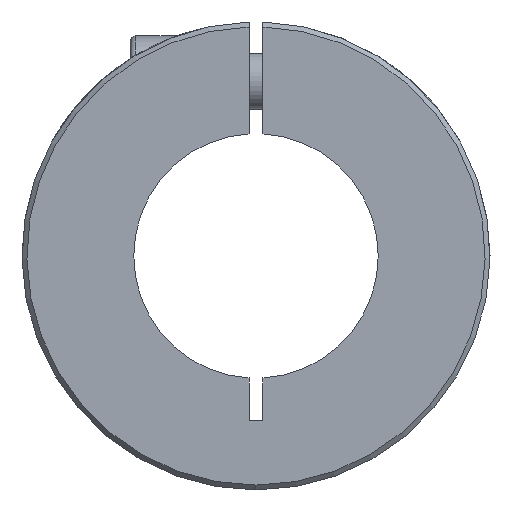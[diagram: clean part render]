
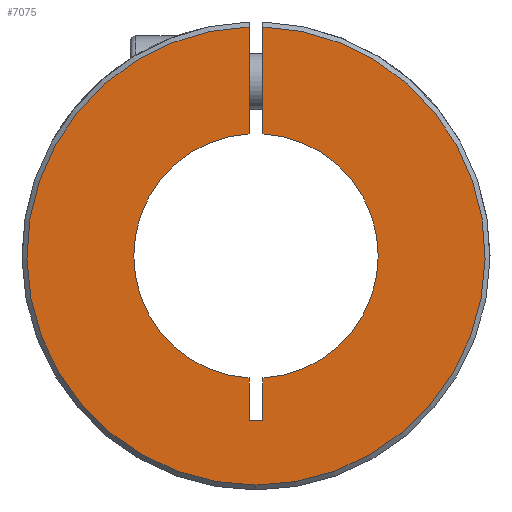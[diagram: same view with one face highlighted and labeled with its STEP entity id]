
A CAD part, left-side view. The second image highlights one B-rep face of the part: STEP entity #7075.
In plain terms, the highlighted planar face has unit normal (-1, 0, 0).
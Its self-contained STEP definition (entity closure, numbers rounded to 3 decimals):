
#8 = ORIENTED_EDGE ( 'NONE', *, *, #3341, .T. ) ;
#69 = CARTESIAN_POINT ( 'NONE',  ( -47.5, -1., 33.5 ) ) ;
#260 = ORIENTED_EDGE ( 'NONE', *, *, #6106, .T. ) ;
#283 = VECTOR ( 'NONE', #5631, 1000. ) ;
#381 = CARTESIAN_POINT ( 'NONE',  ( -47.5, -1., -23.5 ) ) ;
#626 = CIRCLE ( 'NONE', #4670, 32.8 ) ;
#653 = AXIS2_PLACEMENT_3D ( 'NONE', #6791, #4061, #4577 ) ;
#757 = DIRECTION ( 'NONE',  ( 0., 0., 1. ) ) ;
#845 = VERTEX_POINT ( 'NONE', #3524 ) ;
#911 = DIRECTION ( 'NONE',  ( 0., 1., 0. ) ) ;
#914 = VERTEX_POINT ( 'NONE', #6396 ) ;
#972 = ORIENTED_EDGE ( 'NONE', *, *, #4415, .T. ) ;
#1026 = ORIENTED_EDGE ( 'NONE', *, *, #2409, .F. ) ;
#1066 = DIRECTION ( 'NONE',  ( -1., 0., 0. ) ) ;
#1111 = DIRECTION ( 'NONE',  ( -1., 0., 0. ) ) ;
#1519 = DIRECTION ( 'NONE',  ( 0., 0., 1. ) ) ;
#1708 = DIRECTION ( 'NONE',  ( 0., 0., 1. ) ) ;
#1712 = CIRCLE ( 'NONE', #4518, 32.8 ) ;
#1759 = VECTOR ( 'NONE', #6173, 1000. ) ;
#1785 = ORIENTED_EDGE ( 'NONE', *, *, #6155, .T. ) ;
#1857 = AXIS2_PLACEMENT_3D ( 'NONE', #2565, #4844, #1519 ) ;
#2007 = VERTEX_POINT ( 'NONE', #2876 ) ;
#2146 = CARTESIAN_POINT ( 'NONE',  ( -47.5, -1., 33.5 ) ) ;
#2204 = PLANE ( 'NONE',  #653 ) ;
#2343 = ORIENTED_EDGE ( 'NONE', *, *, #5576, .F. ) ;
#2409 = EDGE_CURVE ( 'NONE', #6406, #6862, #2555, .T. ) ;
#2555 = CIRCLE ( 'NONE', #1857, 17.5 ) ;
#2565 = CARTESIAN_POINT ( 'NONE',  ( -47.5, 0., 0. ) ) ;
#2623 = LINE ( 'NONE', #6444, #3674 ) ;
#2632 = CARTESIAN_POINT ( 'NONE',  ( -47.5, 1., -23.5 ) ) ;
#2642 = DIRECTION ( 'NONE',  ( 0., 0., 1. ) ) ;
#2706 = ORIENTED_EDGE ( 'NONE', *, *, #6236, .T. ) ;
#2725 = LINE ( 'NONE', #6064, #5281 ) ;
#2731 = ORIENTED_EDGE ( 'NONE', *, *, #6045, .T. ) ;
#2845 = EDGE_CURVE ( 'NONE', #3403, #3679, #2623, .T. ) ;
#2876 = CARTESIAN_POINT ( 'NONE',  ( -47.5, 1., 32.785 ) ) ;
#2903 = DIRECTION ( 'NONE',  ( 0., 0., 1. ) ) ;
#3157 = CARTESIAN_POINT ( 'NONE',  ( -47.5, 1., 17.471 ) ) ;
#3206 = VERTEX_POINT ( 'NONE', #3157 ) ;
#3275 = LINE ( 'NONE', #2146, #283 ) ;
#3328 = CARTESIAN_POINT ( 'NONE',  ( -47.5, 0., 0. ) ) ;
#3341 = EDGE_CURVE ( 'NONE', #3679, #5083, #4135, .T. ) ;
#3350 = ORIENTED_EDGE ( 'NONE', *, *, #2845, .T. ) ;
#3403 = VERTEX_POINT ( 'NONE', #381 ) ;
#3518 = CARTESIAN_POINT ( 'NONE',  ( -47.5, 0., 0. ) ) ;
#3524 = CARTESIAN_POINT ( 'NONE',  ( -47.5, -1., 32.785 ) ) ;
#3674 = VECTOR ( 'NONE', #911, 1000. ) ;
#3679 = VERTEX_POINT ( 'NONE', #2632 ) ;
#3809 = CARTESIAN_POINT ( 'NONE',  ( -47.5, 0., 0. ) ) ;
#4061 = DIRECTION ( 'NONE',  ( 1., 0., 0. ) ) ;
#4135 = LINE ( 'NONE', #6870, #4974 ) ;
#4415 = EDGE_CURVE ( 'NONE', #914, #845, #1712, .T. ) ;
#4518 = AXIS2_PLACEMENT_3D ( 'NONE', #3809, #1066, #5431 ) ;
#4577 = DIRECTION ( 'NONE',  ( 0., 0., -1. ) ) ;
#4670 = AXIS2_PLACEMENT_3D ( 'NONE', #3518, #6780, #757 ) ;
#4844 = DIRECTION ( 'NONE',  ( -1., 0., 0. ) ) ;
#4955 = FACE_OUTER_BOUND ( 'NONE', #6520, .T. ) ;
#4974 = VECTOR ( 'NONE', #2903, 1000. ) ;
#5050 = LINE ( 'NONE', #69, #1759 ) ;
#5083 = VERTEX_POINT ( 'NONE', #5915 ) ;
#5243 = CARTESIAN_POINT ( 'NONE',  ( -47.5, -1., 17.471 ) ) ;
#5281 = VECTOR ( 'NONE', #1708, 1000. ) ;
#5431 = DIRECTION ( 'NONE',  ( 0., 0., 1. ) ) ;
#5576 = EDGE_CURVE ( 'NONE', #3206, #5083, #6672, .T. ) ;
#5631 = DIRECTION ( 'NONE',  ( 0., 0., -1. ) ) ;
#5915 = CARTESIAN_POINT ( 'NONE',  ( -47.5, 1., -17.471 ) ) ;
#6045 = EDGE_CURVE ( 'NONE', #3206, #2007, #2725, .T. ) ;
#6064 = CARTESIAN_POINT ( 'NONE',  ( -47.5, 1., 33.5 ) ) ;
#6106 = EDGE_CURVE ( 'NONE', #845, #6862, #3275, .T. ) ;
#6155 = EDGE_CURVE ( 'NONE', #6406, #3403, #5050, .T. ) ;
#6173 = DIRECTION ( 'NONE',  ( 0., 0., -1. ) ) ;
#6202 = AXIS2_PLACEMENT_3D ( 'NONE', #3328, #1111, #2642 ) ;
#6236 = EDGE_CURVE ( 'NONE', #2007, #914, #626, .T. ) ;
#6396 = CARTESIAN_POINT ( 'NONE',  ( -47.5, 0., -32.8 ) ) ;
#6406 = VERTEX_POINT ( 'NONE', #6984 ) ;
#6444 = CARTESIAN_POINT ( 'NONE',  ( -47.5, 1., -23.5 ) ) ;
#6520 = EDGE_LOOP ( 'NONE', ( #2343, #2731, #2706, #972, #260, #1026, #1785, #3350, #8 ) ) ;
#6672 = CIRCLE ( 'NONE', #6202, 17.5 ) ;
#6780 = DIRECTION ( 'NONE',  ( -1., 0., 0. ) ) ;
#6791 = CARTESIAN_POINT ( 'NONE',  ( -47.5, 32.8, 0. ) ) ;
#6862 = VERTEX_POINT ( 'NONE', #5243 ) ;
#6870 = CARTESIAN_POINT ( 'NONE',  ( -47.5, 1., 33.5 ) ) ;
#6984 = CARTESIAN_POINT ( 'NONE',  ( -47.5, -1., -17.471 ) ) ;
#7075 = ADVANCED_FACE ( 'NONE', ( #4955 ), #2204, .F. ) ;
